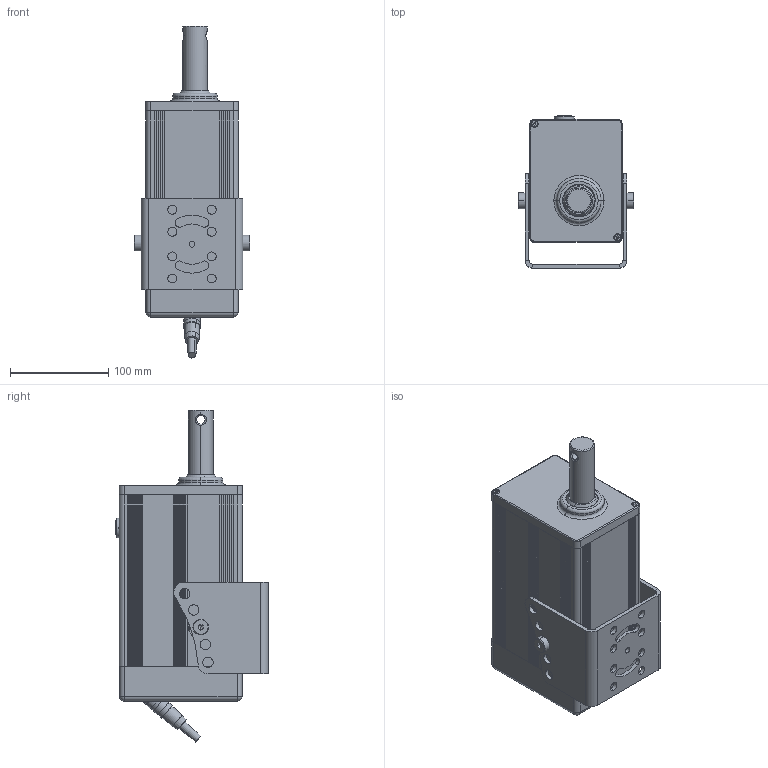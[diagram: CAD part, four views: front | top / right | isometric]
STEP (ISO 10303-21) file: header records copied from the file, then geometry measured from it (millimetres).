
FILE_DESCRIPTION (( 'STEP AP203' ), '1' );
FILE_NAME ('31105452_stp_-.step', '2024-10-22T13:13:40', ( '' ), ( '' ), 'SwSTEP 2.0', 'SolidWorks 2023', '' );
FILE_SCHEMA (( 'CONFIG_CONTROL_DESIGN' ));
Length unit declared in the file: millimetre
Products named in the file (17): Flanschdose-09-0116-80-05; Folientastatur_ohne Anschlussbüchse; 31101098_01; Zyl-Schr M4x16 schwarz ohne Schaft 8.8; 31106164_01; 31105452_stp_-; 16207; 17827; 17807; 16206; 17880_Standart; Se-Schr M2.5x8 rostfrei A2 Innensechskant; 15785; 17877_Standart; 31106172; 15786_15.5; Abstreifer AM45 25x33x4-7
Assembly tree (20 placements, depth 2):
  31105452_stp_-
    17880_Standart
    17807
    31106172
    31106164_01
    31101098_01
    17827
    15785
    15786_15.5
    17877_Standart
    16207
    16206
    Flanschdose-09-0116-80-05
    Folientastatur_ohne Anschlussbüchse
    Abstreifer AM45 25x33x4-7
    Zyl-Schr M4x16 schwarz ohne Schaft 8.8  x2
    Se-Schr M2.5x8 rostfrei A2 Innensechskant  x4
Bounding box: 117.6 x 154.66 x 337.47 mm (x, y, z)
Volume: 707450.6 mm3; surface area: 355352.8 mm2
Topology: 20 solids, 20 shells, 1579 faces, 3990 edges, 2497 vertices
Faces by surface type: cylinder 678, plane 614, cone 141, torus 102, sphere 23, bspline 21
Entity records: 49067 total; most frequent: CARTESIAN_POINT 9756, DIRECTION 8333, ORIENTED_EDGE 7572, EDGE_CURVE 3786, AXIS2_PLACEMENT_3D 3128, VERTEX_POINT 2393, LINE 2077, VECTOR 2077
